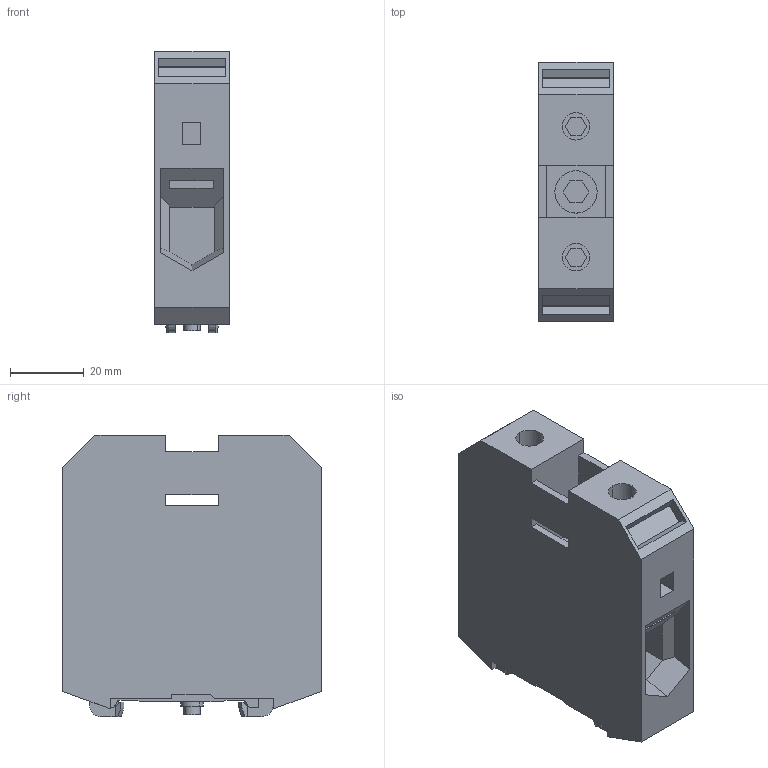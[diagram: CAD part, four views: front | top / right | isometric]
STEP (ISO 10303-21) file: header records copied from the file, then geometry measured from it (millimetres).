
FILE_DESCRIPTION(('STEP AP214'),'1');
FILE_NAME('cctmp_CD7CA126-5F9A-4815-8CF4-EBE9C6C146ED_2023_07_24_09_32_45_0344..stp','2023-07-24T07:32:45',('SIEMENS A&D'),('CADClick - www.CADClick.com'),'Spatial InterOp 3D postprocessed',' ','unknown authorization');
FILE_SCHEMA(('AUTOMOTIVE_DESIGN'));
Length unit declared in the file: millimetre
Products named in the file (1): 2023_07_24_09_32_45_0336
Bounding box: 20.3 x 70.4 x 76.5 mm (x, y, z)
Volume: 78050 mm3; surface area: 23183.2 mm2
Topology: 1 solids, 1 shells, 208 faces, 562 edges, 372 vertices
Faces by surface type: plane 194, cylinder 14
Entity records: 7083 total; most frequent: CARTESIAN_POINT 1143, ORIENTED_EDGE 1124, DIRECTION 1010, EDGE_CURVE 562, LINE 532, VECTOR 532, VERTEX_POINT 372, AXIS2_PLACEMENT_3D 239
